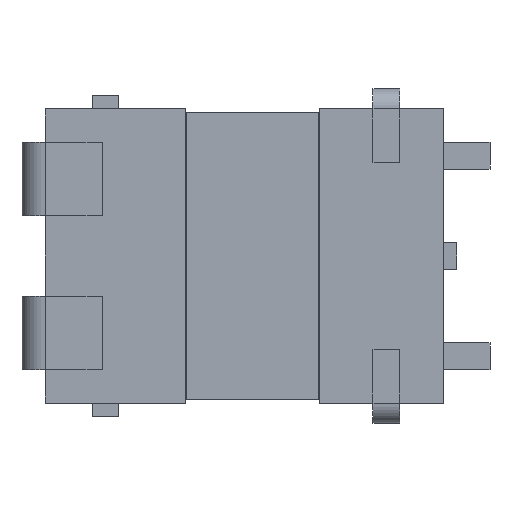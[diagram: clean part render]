
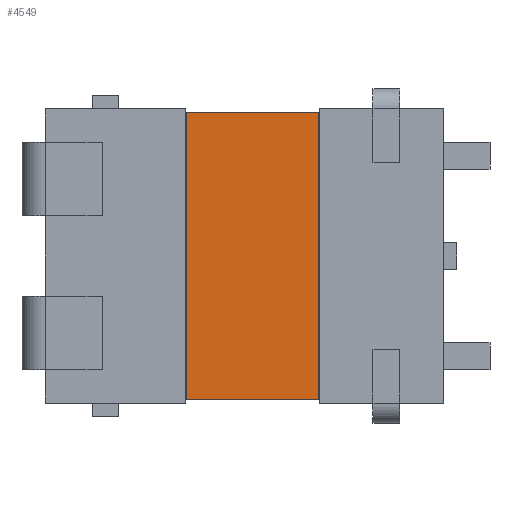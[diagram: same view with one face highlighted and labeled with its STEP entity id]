
A CAD part, front view. The second image highlights one B-rep face of the part: STEP entity #4549.
In plain terms, the highlighted face is planar.
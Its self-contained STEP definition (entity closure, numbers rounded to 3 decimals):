
#498=AXIS2_PLACEMENT_3D('',#5517,#1859,$);
#634=PLANE('',#498);
#943=VECTOR('',#1821,1.);
#952=VECTOR('',#1857,1.);
#954=VECTOR('',#1860,1.);
#955=VECTOR('',#1861,1.);
#1290=LINE('',#5421,#943);
#1299=LINE('',#5515,#952);
#1301=LINE('',#5518,#954);
#1302=LINE('',#5519,#955);
#1821=DIRECTION('',(0.,0.,1.));
#1857=DIRECTION('',(0.,0.,-1.));
#1859=DIRECTION('',(0.,1.,0.));
#1860=DIRECTION('',(1.,0.,0.));
#1861=DIRECTION('',(-1.,0.,0.));
#2183=VERTEX_POINT('',#5420);
#2184=VERTEX_POINT('',#5422);
#2186=VERTEX_POINT('',#5509);
#2189=VERTEX_POINT('',#5514);
#2745=EDGE_CURVE('',#2183,#2184,#1290,.T.);
#2762=EDGE_CURVE('',#2189,#2186,#1299,.T.);
#2764=EDGE_CURVE('',#2189,#2184,#1301,.T.);
#2765=EDGE_CURVE('',#2183,#2186,#1302,.T.);
#3590=ORIENTED_EDGE('',*,*,#2762,.F.);
#3591=ORIENTED_EDGE('',*,*,#2764,.T.);
#3592=ORIENTED_EDGE('',*,*,#2745,.F.);
#3593=ORIENTED_EDGE('',*,*,#2765,.T.);
#4126=EDGE_LOOP('',(#3590,#3591,#3592,#3593));
#4343=FACE_BOUND('',#4126,.T.);
#4549=ADVANCED_FACE('',(#4343),#634,.T.);
#5420=CARTESIAN_POINT('',(1.115,0.05,-2.15));
#5421=CARTESIAN_POINT('',(1.115,0.05,-1.7));
#5422=CARTESIAN_POINT('',(1.115,0.05,2.15));
#5509=CARTESIAN_POINT('',(-0.865,0.05,-2.15));
#5514=CARTESIAN_POINT('',(-0.865,0.05,2.15));
#5515=CARTESIAN_POINT('',(-0.865,0.05,-1.7));
#5517=CARTESIAN_POINT('',(0.,0.05,0.));
#5518=CARTESIAN_POINT('',(0.,0.05,2.15));
#5519=CARTESIAN_POINT('',(0.,0.05,-2.15));
